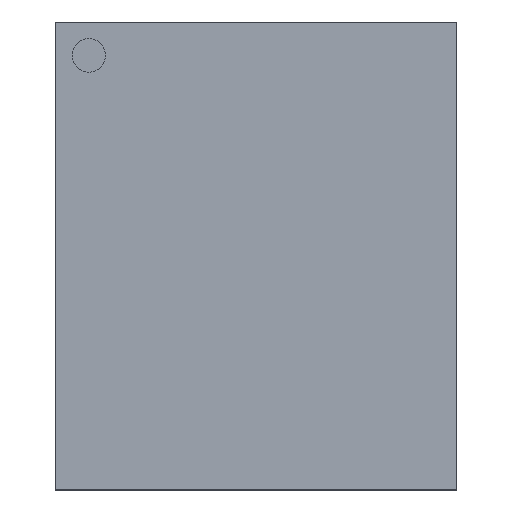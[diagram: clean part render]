
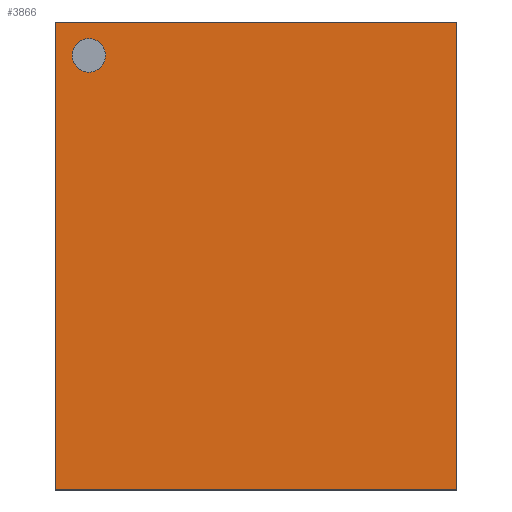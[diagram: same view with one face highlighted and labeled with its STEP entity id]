
A CAD part, top view. The second image highlights one B-rep face of the part: STEP entity #3866.
In plain terms, the highlighted planar face has unit normal (0, 0, 1).
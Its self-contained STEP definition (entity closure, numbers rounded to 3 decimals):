
#3579 = VERTEX_POINT('',#3580);
#3580 = CARTESIAN_POINT('',(-6.,-7.,1.));
#3587 = PLANE('',#3588);
#3588 = AXIS2_PLACEMENT_3D('',#3589,#3590,#3591);
#3589 = CARTESIAN_POINT('',(-6.,-7.,0.));
#3590 = DIRECTION('',(-1.,0.,0.));
#3591 = DIRECTION('',(0.,1.,0.));
#3599 = PLANE('',#3600);
#3600 = AXIS2_PLACEMENT_3D('',#3601,#3602,#3603);
#3601 = CARTESIAN_POINT('',(6.,-7.,0.));
#3602 = DIRECTION('',(0.,-1.,0.));
#3603 = DIRECTION('',(-1.,0.,0.));
#3611 = EDGE_CURVE('',#3579,#3612,#3614,.T.);
#3612 = VERTEX_POINT('',#3613);
#3613 = CARTESIAN_POINT('',(-6.,7.,1.));
#3614 = SURFACE_CURVE('',#3615,(#3619,#3626),.PCURVE_S1.);
#3615 = LINE('',#3616,#3617);
#3616 = CARTESIAN_POINT('',(-6.,-7.,1.));
#3617 = VECTOR('',#3618,1.);
#3618 = DIRECTION('',(0.,1.,0.));
#3619 = PCURVE('',#3587,#3620);
#3620 = DEFINITIONAL_REPRESENTATION('',(#3621),#3625);
#3621 = LINE('',#3622,#3623);
#3622 = CARTESIAN_POINT('',(0.,-1.));
#3623 = VECTOR('',#3624,1.);
#3624 = DIRECTION('',(1.,0.));
#3625 = ( GEOMETRIC_REPRESENTATION_CONTEXT(2) 
PARAMETRIC_REPRESENTATION_CONTEXT() REPRESENTATION_CONTEXT('2D SPACE',''
  ) );
#3626 = PCURVE('',#3627,#3632);
#3627 = PLANE('',#3628);
#3628 = AXIS2_PLACEMENT_3D('',#3629,#3630,#3631);
#3629 = CARTESIAN_POINT('',(0.,0.,1.));
#3630 = DIRECTION('',(0.,0.,1.));
#3631 = DIRECTION('',(1.,0.,0.));
#3632 = DEFINITIONAL_REPRESENTATION('',(#3633),#3637);
#3633 = LINE('',#3634,#3635);
#3634 = CARTESIAN_POINT('',(-6.,-7.));
#3635 = VECTOR('',#3636,1.);
#3636 = DIRECTION('',(0.,1.));
#3637 = ( GEOMETRIC_REPRESENTATION_CONTEXT(2) 
PARAMETRIC_REPRESENTATION_CONTEXT() REPRESENTATION_CONTEXT('2D SPACE',''
  ) );
#3655 = PLANE('',#3656);
#3656 = AXIS2_PLACEMENT_3D('',#3657,#3658,#3659);
#3657 = CARTESIAN_POINT('',(-6.,7.,0.));
#3658 = DIRECTION('',(0.,1.,0.));
#3659 = DIRECTION('',(1.,0.,0.));
#3699 = VERTEX_POINT('',#3700);
#3700 = CARTESIAN_POINT('',(6.,-7.,1.));
#3714 = PLANE('',#3715);
#3715 = AXIS2_PLACEMENT_3D('',#3716,#3717,#3718);
#3716 = CARTESIAN_POINT('',(6.,7.,0.));
#3717 = DIRECTION('',(1.,0.,0.));
#3718 = DIRECTION('',(0.,-1.,0.));
#3726 = EDGE_CURVE('',#3699,#3579,#3727,.T.);
#3727 = SURFACE_CURVE('',#3728,(#3732,#3739),.PCURVE_S1.);
#3728 = LINE('',#3729,#3730);
#3729 = CARTESIAN_POINT('',(6.,-7.,1.));
#3730 = VECTOR('',#3731,1.);
#3731 = DIRECTION('',(-1.,0.,0.));
#3732 = PCURVE('',#3599,#3733);
#3733 = DEFINITIONAL_REPRESENTATION('',(#3734),#3738);
#3734 = LINE('',#3735,#3736);
#3735 = CARTESIAN_POINT('',(0.,-1.));
#3736 = VECTOR('',#3737,1.);
#3737 = DIRECTION('',(1.,0.));
#3738 = ( GEOMETRIC_REPRESENTATION_CONTEXT(2) 
PARAMETRIC_REPRESENTATION_CONTEXT() REPRESENTATION_CONTEXT('2D SPACE',''
  ) );
#3739 = PCURVE('',#3627,#3740);
#3740 = DEFINITIONAL_REPRESENTATION('',(#3741),#3745);
#3741 = LINE('',#3742,#3743);
#3742 = CARTESIAN_POINT('',(6.,-7.));
#3743 = VECTOR('',#3744,1.);
#3744 = DIRECTION('',(-1.,0.));
#3745 = ( GEOMETRIC_REPRESENTATION_CONTEXT(2) 
PARAMETRIC_REPRESENTATION_CONTEXT() REPRESENTATION_CONTEXT('2D SPACE',''
  ) );
#3773 = EDGE_CURVE('',#3612,#3774,#3776,.T.);
#3774 = VERTEX_POINT('',#3775);
#3775 = CARTESIAN_POINT('',(6.,7.,1.));
#3776 = SURFACE_CURVE('',#3777,(#3781,#3788),.PCURVE_S1.);
#3777 = LINE('',#3778,#3779);
#3778 = CARTESIAN_POINT('',(-6.,7.,1.));
#3779 = VECTOR('',#3780,1.);
#3780 = DIRECTION('',(1.,0.,0.));
#3781 = PCURVE('',#3655,#3782);
#3782 = DEFINITIONAL_REPRESENTATION('',(#3783),#3787);
#3783 = LINE('',#3784,#3785);
#3784 = CARTESIAN_POINT('',(0.,-1.));
#3785 = VECTOR('',#3786,1.);
#3786 = DIRECTION('',(1.,0.));
#3787 = ( GEOMETRIC_REPRESENTATION_CONTEXT(2) 
PARAMETRIC_REPRESENTATION_CONTEXT() REPRESENTATION_CONTEXT('2D SPACE',''
  ) );
#3788 = PCURVE('',#3627,#3789);
#3789 = DEFINITIONAL_REPRESENTATION('',(#3790),#3794);
#3790 = LINE('',#3791,#3792);
#3791 = CARTESIAN_POINT('',(-6.,7.));
#3792 = VECTOR('',#3793,1.);
#3793 = DIRECTION('',(1.,0.));
#3794 = ( GEOMETRIC_REPRESENTATION_CONTEXT(2) 
PARAMETRIC_REPRESENTATION_CONTEXT() REPRESENTATION_CONTEXT('2D SPACE',''
  ) );
#3866 = ADVANCED_FACE('',(#3867,#3893),#3627,.T.);
#3867 = FACE_BOUND('',#3868,.T.);
#3868 = EDGE_LOOP('',(#3869,#3870,#3871,#3892));
#3869 = ORIENTED_EDGE('',*,*,#3611,.F.);
#3870 = ORIENTED_EDGE('',*,*,#3726,.F.);
#3871 = ORIENTED_EDGE('',*,*,#3872,.F.);
#3872 = EDGE_CURVE('',#3774,#3699,#3873,.T.);
#3873 = SURFACE_CURVE('',#3874,(#3878,#3885),.PCURVE_S1.);
#3874 = LINE('',#3875,#3876);
#3875 = CARTESIAN_POINT('',(6.,7.,1.));
#3876 = VECTOR('',#3877,1.);
#3877 = DIRECTION('',(0.,-1.,0.));
#3878 = PCURVE('',#3627,#3879);
#3879 = DEFINITIONAL_REPRESENTATION('',(#3880),#3884);
#3880 = LINE('',#3881,#3882);
#3881 = CARTESIAN_POINT('',(6.,7.));
#3882 = VECTOR('',#3883,1.);
#3883 = DIRECTION('',(0.,-1.));
#3884 = ( GEOMETRIC_REPRESENTATION_CONTEXT(2) 
PARAMETRIC_REPRESENTATION_CONTEXT() REPRESENTATION_CONTEXT('2D SPACE',''
  ) );
#3885 = PCURVE('',#3714,#3886);
#3886 = DEFINITIONAL_REPRESENTATION('',(#3887),#3891);
#3887 = LINE('',#3888,#3889);
#3888 = CARTESIAN_POINT('',(0.,-1.));
#3889 = VECTOR('',#3890,1.);
#3890 = DIRECTION('',(1.,0.));
#3891 = ( GEOMETRIC_REPRESENTATION_CONTEXT(2) 
PARAMETRIC_REPRESENTATION_CONTEXT() REPRESENTATION_CONTEXT('2D SPACE',''
  ) );
#3892 = ORIENTED_EDGE('',*,*,#3773,.F.);
#3893 = FACE_BOUND('',#3894,.T.);
#3894 = EDGE_LOOP('',(#3895));
#3895 = ORIENTED_EDGE('',*,*,#3896,.F.);
#3896 = EDGE_CURVE('',#3897,#3897,#3899,.T.);
#3897 = VERTEX_POINT('',#3898);
#3898 = CARTESIAN_POINT('',(-4.5,6.,1.));
#3899 = SURFACE_CURVE('',#3900,(#3905,#3912),.PCURVE_S1.);
#3900 = CIRCLE('',#3901,0.5);
#3901 = AXIS2_PLACEMENT_3D('',#3902,#3903,#3904);
#3902 = CARTESIAN_POINT('',(-5.,6.,1.));
#3903 = DIRECTION('',(0.,0.,1.));
#3904 = DIRECTION('',(1.,0.,0.));
#3905 = PCURVE('',#3627,#3906);
#3906 = DEFINITIONAL_REPRESENTATION('',(#3907),#3911);
#3907 = CIRCLE('',#3908,0.5);
#3908 = AXIS2_PLACEMENT_2D('',#3909,#3910);
#3909 = CARTESIAN_POINT('',(-5.,6.));
#3910 = DIRECTION('',(1.,0.));
#3911 = ( GEOMETRIC_REPRESENTATION_CONTEXT(2) 
PARAMETRIC_REPRESENTATION_CONTEXT() REPRESENTATION_CONTEXT('2D SPACE',''
  ) );
#3912 = PCURVE('',#3913,#3918);
#3913 = CYLINDRICAL_SURFACE('',#3914,0.5);
#3914 = AXIS2_PLACEMENT_3D('',#3915,#3916,#3917);
#3915 = CARTESIAN_POINT('',(-5.,6.,1.));
#3916 = DIRECTION('',(0.,0.,1.));
#3917 = DIRECTION('',(1.,0.,-0.));
#3918 = DEFINITIONAL_REPRESENTATION('',(#3919),#3923);
#3919 = LINE('',#3920,#3921);
#3920 = CARTESIAN_POINT('',(0.,0.));
#3921 = VECTOR('',#3922,1.);
#3922 = DIRECTION('',(1.,0.));
#3923 = ( GEOMETRIC_REPRESENTATION_CONTEXT(2) 
PARAMETRIC_REPRESENTATION_CONTEXT() REPRESENTATION_CONTEXT('2D SPACE',''
  ) );
